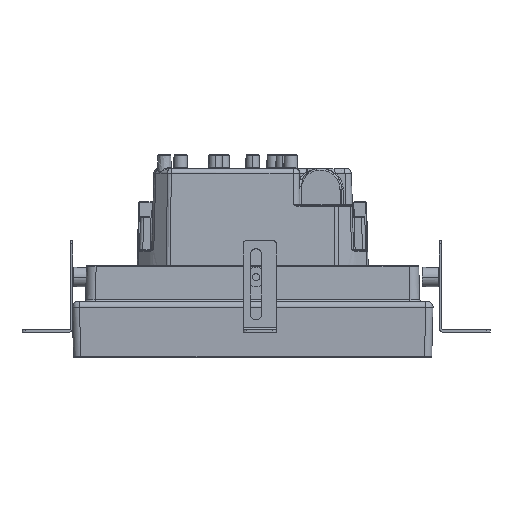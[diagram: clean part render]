
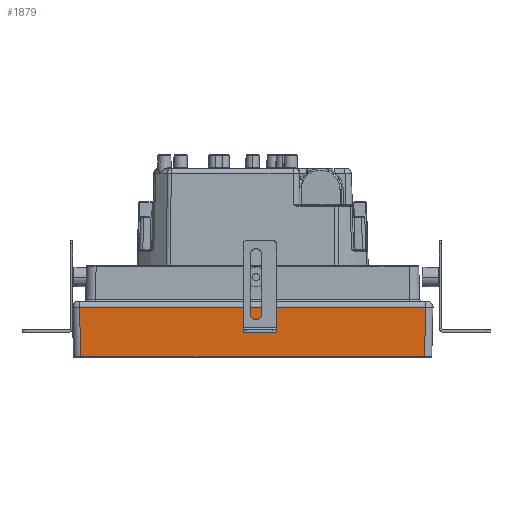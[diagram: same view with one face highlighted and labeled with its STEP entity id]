
A CAD part, front view. The second image highlights one B-rep face of the part: STEP entity #1879.
In plain terms, the highlighted planar face has unit normal (0, -1, -0.026).
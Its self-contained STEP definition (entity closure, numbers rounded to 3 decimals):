
#1879=ADVANCED_FACE('',(#3722),#26330,.T.);
#3722=FACE_OUTER_BOUND('',#5618,.T.);
#5618=EDGE_LOOP('',(#13679,#13680,#13681,#13682));
#13679=ORIENTED_EDGE('',*,*,#18410,.F.);
#13680=ORIENTED_EDGE('',*,*,#18535,.F.);
#13681=ORIENTED_EDGE('',*,*,#18511,.F.);
#13682=ORIENTED_EDGE('',*,*,#18538,.F.);
#18410=EDGE_CURVE('',#25713,#25707,#20293,.T.);
#18511=EDGE_CURVE('',#25771,#25775,#20331,.T.);
#18535=EDGE_CURVE('',#25775,#25713,#20343,.T.);
#18538=EDGE_CURVE('',#25707,#25771,#20346,.T.);
#20293=B_SPLINE_CURVE_WITH_KNOTS('',1,(#76417,#76418),.UNSPECIFIED.,.F.,
 .F.,(2,2),(-212.375,0.),.UNSPECIFIED.);
#20331=B_SPLINE_CURVE_WITH_KNOTS('',1,(#76780,#76781),.UNSPECIFIED.,.F.,
 .F.,(2,2),(-213.968,0.),.UNSPECIFIED.);
#20343=B_SPLINE_CURVE_WITH_KNOTS('',1,(#76860,#76861),.UNSPECIFIED.,.F.,
 .F.,(2,2),(-30.442,0.),.UNSPECIFIED.);
#20346=B_SPLINE_CURVE_WITH_KNOTS('',1,(#76866,#76867),.UNSPECIFIED.,.F.,
 .F.,(2,2),(-30.442,0.),.UNSPECIFIED.);
#25707=VERTEX_POINT('',#76311);
#25713=VERTEX_POINT('',#76317);
#25771=VERTEX_POINT('',#76375);
#25775=VERTEX_POINT('',#76379);
#26330=PLANE('',#28261);
#28261=AXIS2_PLACEMENT_3D('',#76308,#28612,$);
#28612=DIRECTION('',(0.,-1.,-0.026));
#76308=CARTESIAN_POINT('',(-128.99,-128.738,-104.07));
#76311=CARTESIAN_POINT('',(-106.187,-128.834,-100.403));
#76317=CARTESIAN_POINT('',(106.187,-128.834,-100.403));
#76375=CARTESIAN_POINT('',(-106.984,-129.631,-69.981));
#76379=CARTESIAN_POINT('',(106.984,-129.631,-69.981));
#76417=CARTESIAN_POINT('',(106.187,-128.834,-100.403));
#76418=CARTESIAN_POINT('',(-106.187,-128.834,-100.403));
#76780=CARTESIAN_POINT('',(-106.984,-129.631,-69.981));
#76781=CARTESIAN_POINT('',(106.984,-129.631,-69.981));
#76860=CARTESIAN_POINT('',(106.984,-129.631,-69.981));
#76861=CARTESIAN_POINT('',(106.187,-128.834,-100.403));
#76866=CARTESIAN_POINT('',(-106.187,-128.834,-100.403));
#76867=CARTESIAN_POINT('',(-106.984,-129.631,-69.981));
